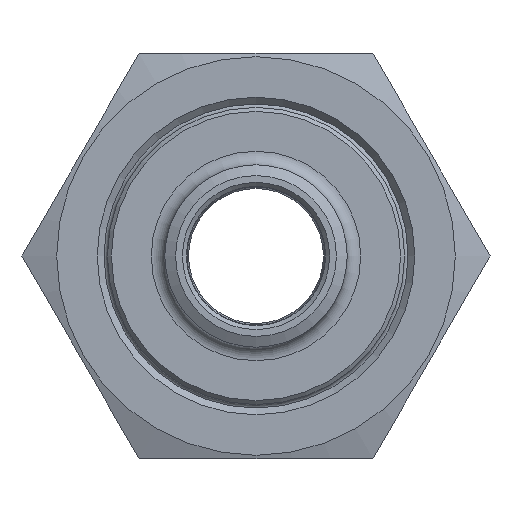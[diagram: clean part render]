
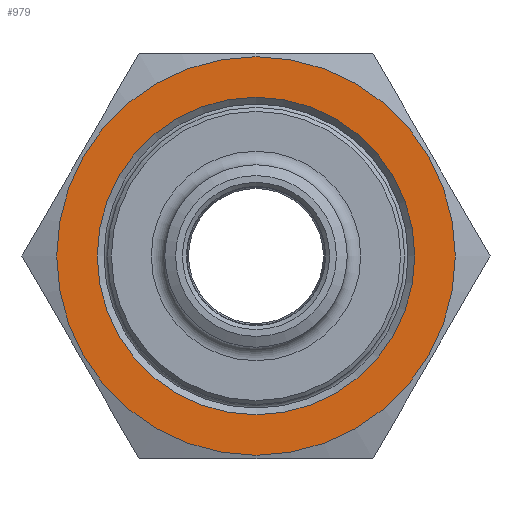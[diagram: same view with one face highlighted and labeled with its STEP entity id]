
A CAD part, left-side view. The second image highlights one B-rep face of the part: STEP entity #979.
In plain terms, the highlighted planar face has unit normal (-1, 0, 0).
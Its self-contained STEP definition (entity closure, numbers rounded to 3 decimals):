
#68=FACE_BOUND('',#190,.T.);
#84=PLANE('',#1125);
#124=FACE_OUTER_BOUND('',#189,.T.);
#189=EDGE_LOOP('',(#709));
#190=EDGE_LOOP('',(#710));
#344=CIRCLE('',#1115,14.75);
#345=CIRCLE('',#1120,11.75);
#436=VERTEX_POINT('',#1678);
#437=VERTEX_POINT('',#1689);
#534=EDGE_CURVE('',#436,#436,#344,.T.);
#539=EDGE_CURVE('',#437,#437,#345,.T.);
#709=ORIENTED_EDGE('',*,*,#534,.T.);
#710=ORIENTED_EDGE('',*,*,#539,.F.);
#979=ADVANCED_FACE('',(#124,#68),#84,.F.);
#1115=AXIS2_PLACEMENT_3D('',#1680,#1286,#1287);
#1120=AXIS2_PLACEMENT_3D('',#1690,#1300,#1301);
#1125=AXIS2_PLACEMENT_3D('',#1700,#1312,#1313);
#1286=DIRECTION('center_axis',(-1.,0.,0.));
#1287=DIRECTION('ref_axis',(0.,1.,0.));
#1300=DIRECTION('center_axis',(-1.,0.,0.));
#1301=DIRECTION('ref_axis',(0.,-1.,0.));
#1312=DIRECTION('center_axis',(1.,0.,0.));
#1313=DIRECTION('ref_axis',(0.,0.,-1.));
#1678=CARTESIAN_POINT('',(-15.,-14.75,0.));
#1680=CARTESIAN_POINT('Origin',(-15.,0.,0.));
#1689=CARTESIAN_POINT('',(-15.,11.75,0.));
#1690=CARTESIAN_POINT('Origin',(-15.,0.,0.));
#1700=CARTESIAN_POINT('Origin',(-15.,0.,0.));
